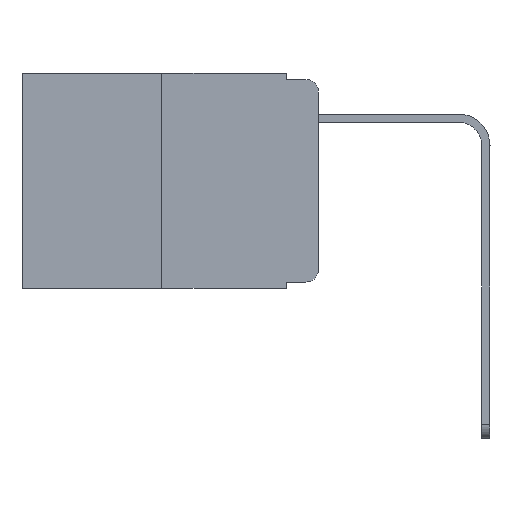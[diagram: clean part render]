
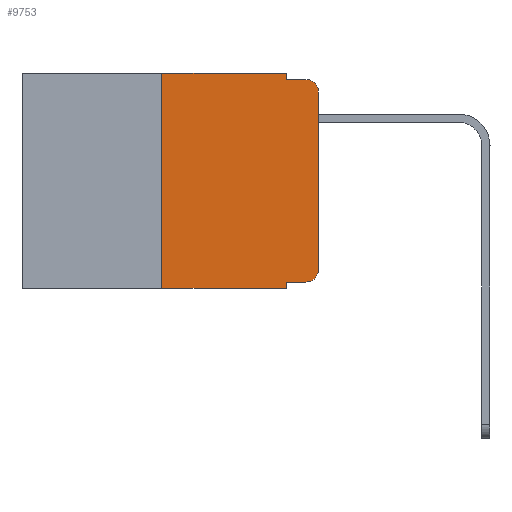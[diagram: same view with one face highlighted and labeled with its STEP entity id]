
A CAD part, left-side view. The second image highlights one B-rep face of the part: STEP entity #9753.
In plain terms, the highlighted planar face has unit normal (-1, 0, 0).
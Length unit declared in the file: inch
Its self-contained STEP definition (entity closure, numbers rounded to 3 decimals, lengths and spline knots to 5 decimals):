
#9 = DIRECTION ( 'NONE',  ( -1., 0., 0. ) ) ;
#356 = VERTEX_POINT ( 'NONE', #9983 ) ;
#449 = AXIS2_PLACEMENT_3D ( 'NONE', #7891, #9, #8814 ) ;
#515 = LINE ( 'NONE', #8443, #5806 ) ;
#557 = DIRECTION ( 'NONE',  ( 0., -1., 0. ) ) ;
#622 = LINE ( 'NONE', #1858, #10695 ) ;
#655 = PLANE ( 'NONE',  #4179 ) ;
#1007 = DIRECTION ( 'NONE',  ( -1., 0., 0. ) ) ;
#1164 = CARTESIAN_POINT ( 'NONE',  ( 0., 0.051, 0. ) ) ;
#1180 = EDGE_CURVE ( 'NONE', #9816, #4949, #622, .T. ) ;
#1521 = ORIENTED_EDGE ( 'NONE', *, *, #5299, .F. ) ;
#1585 = VECTOR ( 'NONE', #9914, 39.37008 ) ;
#1624 = ORIENTED_EDGE ( 'NONE', *, *, #11263, .F. ) ;
#1629 = EDGE_CURVE ( 'NONE', #8894, #356, #6669, .T. ) ;
#1858 = CARTESIAN_POINT ( 'NONE',  ( 0., 0., 0. ) ) ;
#2155 = DIRECTION ( 'NONE',  ( 0., 0., 1. ) ) ;
#2610 = LINE ( 'NONE', #5185, #11937 ) ;
#3175 = EDGE_CURVE ( 'NONE', #3484, #7948, #515, .T. ) ;
#3335 = DIRECTION ( 'NONE',  ( 0., -1., 0. ) ) ;
#3484 = VERTEX_POINT ( 'NONE', #4540 ) ;
#4144 = LINE ( 'NONE', #1164, #1585 ) ;
#4179 = AXIS2_PLACEMENT_3D ( 'NONE', #10418, #9331, #11401 ) ;
#4227 = LINE ( 'NONE', #5676, #12068 ) ;
#4358 = CARTESIAN_POINT ( 'NONE',  ( 0., 0.473, -0.343 ) ) ;
#4540 = CARTESIAN_POINT ( 'NONE',  ( 0., 0.051, -0.333 ) ) ;
#4574 = EDGE_CURVE ( 'NONE', #8894, #8242, #6593, .T. ) ;
#4698 = VECTOR ( 'NONE', #2155, 39.37008 ) ;
#4729 = LINE ( 'NONE', #7525, #6387 ) ;
#4775 = DIRECTION ( 'NONE',  ( 0., 0., -1. ) ) ;
#4949 = VERTEX_POINT ( 'NONE', #11243 ) ;
#5185 = CARTESIAN_POINT ( 'NONE',  ( 0., 0.051, -0.01 ) ) ;
#5299 = EDGE_CURVE ( 'NONE', #3484, #8242, #4144, .T. ) ;
#5676 = CARTESIAN_POINT ( 'NONE',  ( 0., 0.051, 0. ) ) ;
#5681 = CARTESIAN_POINT ( 'NONE',  ( 0., 0.25, -0.343 ) ) ;
#5806 = VECTOR ( 'NONE', #7456, 39.37008 ) ;
#6137 = VERTEX_POINT ( 'NONE', #12326 ) ;
#6243 = CARTESIAN_POINT ( 'NONE',  ( 0., 0.051, 0. ) ) ;
#6387 = VECTOR ( 'NONE', #8410, 39.37008 ) ;
#6593 = LINE ( 'NONE', #4358, #11675 ) ;
#6618 = CARTESIAN_POINT ( 'NONE',  ( 0., 0., -0.313 ) ) ;
#6669 = LINE ( 'NONE', #7053, #4698 ) ;
#6732 = DIRECTION ( 'NONE',  ( 0., 0., -1. ) ) ;
#6798 = CARTESIAN_POINT ( 'NONE',  ( 0., 0.02, -0.03 ) ) ;
#6803 = ORIENTED_EDGE ( 'NONE', *, *, #4574, .T. ) ;
#7053 = CARTESIAN_POINT ( 'NONE',  ( 0., 0.25, 0. ) ) ;
#7425 = EDGE_CURVE ( 'NONE', #4949, #6137, #12595, .T. ) ;
#7456 = DIRECTION ( 'NONE',  ( 0., -1., 0. ) ) ;
#7525 = CARTESIAN_POINT ( 'NONE',  ( 0., 0.473, 0. ) ) ;
#7862 = EDGE_LOOP ( 'NONE', ( #12126, #10722, #10698, #1624, #9227, #11126, #6803, #1521, #9295, #9492 ) ) ;
#7891 = CARTESIAN_POINT ( 'NONE',  ( 0., 0.02, -0.313 ) ) ;
#7948 = VERTEX_POINT ( 'NONE', #10554 ) ;
#8052 = EDGE_CURVE ( 'NONE', #7948, #9816, #9691, .T. ) ;
#8242 = VERTEX_POINT ( 'NONE', #12341 ) ;
#8410 = DIRECTION ( 'NONE',  ( 0., -1., 0. ) ) ;
#8443 = CARTESIAN_POINT ( 'NONE',  ( 0., 0.051, -0.333 ) ) ;
#8580 = FACE_OUTER_BOUND ( 'NONE', #7862, .T. ) ;
#8784 = DIRECTION ( 'NONE',  ( 0., 0., 1. ) ) ;
#8814 = DIRECTION ( 'NONE',  ( 0., 0., -1. ) ) ;
#8894 = VERTEX_POINT ( 'NONE', #5681 ) ;
#9001 = AXIS2_PLACEMENT_3D ( 'NONE', #6798, #1007, #4775 ) ;
#9227 = ORIENTED_EDGE ( 'NONE', *, *, #10334, .F. ) ;
#9245 = EDGE_CURVE ( 'NONE', #11692, #6137, #2610, .T. ) ;
#9295 = ORIENTED_EDGE ( 'NONE', *, *, #3175, .T. ) ;
#9331 = DIRECTION ( 'NONE',  ( 1., 0., 0. ) ) ;
#9492 = ORIENTED_EDGE ( 'NONE', *, *, #8052, .T. ) ;
#9691 = CIRCLE ( 'NONE', #449, 0.02 ) ;
#9753 = ADVANCED_FACE ( 'NONE', ( #8580 ), #655, .F. ) ;
#9816 = VERTEX_POINT ( 'NONE', #6618 ) ;
#9914 = DIRECTION ( 'NONE',  ( 0., 0., -1. ) ) ;
#9983 = CARTESIAN_POINT ( 'NONE',  ( 0., 0.25, 0. ) ) ;
#10268 = CARTESIAN_POINT ( 'NONE',  ( 0., 0.051, -0.01 ) ) ;
#10334 = EDGE_CURVE ( 'NONE', #356, #11719, #4729, .T. ) ;
#10418 = CARTESIAN_POINT ( 'NONE',  ( 0., 0.473, 0. ) ) ;
#10554 = CARTESIAN_POINT ( 'NONE',  ( 0., 0.02, -0.333 ) ) ;
#10695 = VECTOR ( 'NONE', #8784, 39.37008 ) ;
#10698 = ORIENTED_EDGE ( 'NONE', *, *, #9245, .F. ) ;
#10722 = ORIENTED_EDGE ( 'NONE', *, *, #7425, .T. ) ;
#11126 = ORIENTED_EDGE ( 'NONE', *, *, #1629, .F. ) ;
#11243 = CARTESIAN_POINT ( 'NONE',  ( 0., 0., -0.03 ) ) ;
#11263 = EDGE_CURVE ( 'NONE', #11719, #11692, #4227, .T. ) ;
#11401 = DIRECTION ( 'NONE',  ( 0., 0., -1. ) ) ;
#11675 = VECTOR ( 'NONE', #3335, 39.37008 ) ;
#11692 = VERTEX_POINT ( 'NONE', #10268 ) ;
#11719 = VERTEX_POINT ( 'NONE', #6243 ) ;
#11937 = VECTOR ( 'NONE', #557, 39.37008 ) ;
#12068 = VECTOR ( 'NONE', #6732, 39.37008 ) ;
#12126 = ORIENTED_EDGE ( 'NONE', *, *, #1180, .T. ) ;
#12326 = CARTESIAN_POINT ( 'NONE',  ( 0., 0.02, -0.01 ) ) ;
#12341 = CARTESIAN_POINT ( 'NONE',  ( 0., 0.051, -0.343 ) ) ;
#12595 = CIRCLE ( 'NONE', #9001, 0.02 ) ;
